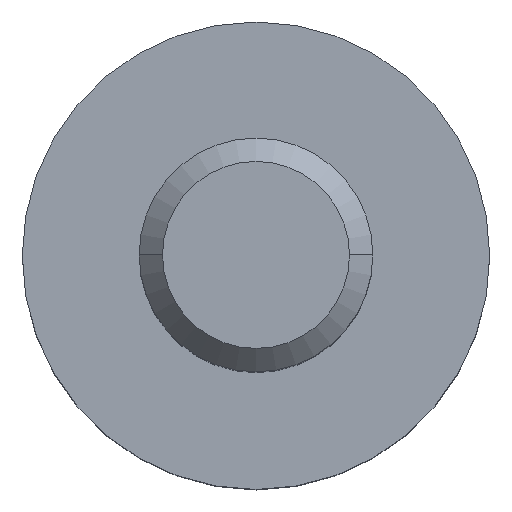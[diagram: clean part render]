
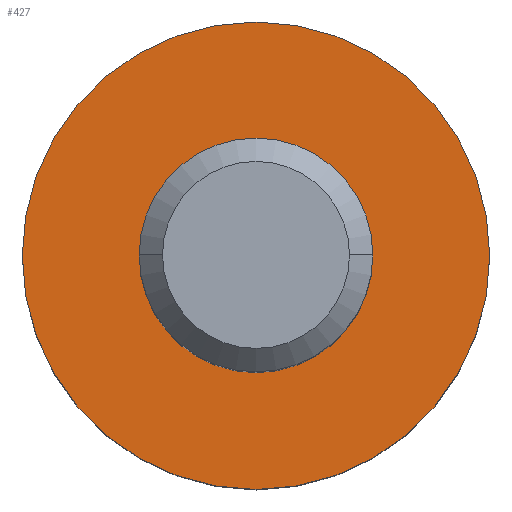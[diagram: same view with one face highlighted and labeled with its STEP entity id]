
A CAD part, top view. The second image highlights one B-rep face of the part: STEP entity #427.
In plain terms, the highlighted planar face has unit normal (0, 0, 1).
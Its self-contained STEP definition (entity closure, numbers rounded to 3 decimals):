
#21 = AXIS2_PLACEMENT_3D ( 'NONE', #560, #496, #390 ) ;
#28 = VERTEX_POINT ( 'NONE', #190 ) ;
#54 = FACE_BOUND ( 'NONE', #475, .T. ) ;
#64 = CIRCLE ( 'NONE', #21, 3. ) ;
#70 = FACE_OUTER_BOUND ( 'NONE', #445, .T. ) ;
#72 = CARTESIAN_POINT ( 'NONE',  ( 1.5, 0., 0. ) ) ;
#87 = VERTEX_POINT ( 'NONE', #72 ) ;
#113 = DIRECTION ( 'NONE',  ( 1., 0., 0. ) ) ;
#146 = CARTESIAN_POINT ( 'NONE',  ( -1.5, 0., 0. ) ) ;
#175 = CARTESIAN_POINT ( 'NONE',  ( 3., 0., 0. ) ) ;
#176 = DIRECTION ( 'NONE',  ( -1., 0., 0. ) ) ;
#183 = AXIS2_PLACEMENT_3D ( 'NONE', #474, #545, #176 ) ;
#190 = CARTESIAN_POINT ( 'NONE',  ( -3., 0., 0. ) ) ;
#201 = AXIS2_PLACEMENT_3D ( 'NONE', #324, #422, #113 ) ;
#202 = AXIS2_PLACEMENT_3D ( 'NONE', #491, #561, #268 ) ;
#204 = PLANE ( 'NONE',  #202 ) ;
#268 = DIRECTION ( 'NONE',  ( -1., 0., 0. ) ) ;
#298 = CIRCLE ( 'NONE', #183, 3. ) ;
#305 = DIRECTION ( 'NONE',  ( 0., 0., 1. ) ) ;
#315 = ORIENTED_EDGE ( 'NONE', *, *, #326, .F. ) ;
#317 = EDGE_CURVE ( 'NONE', #515, #28, #298, .T. ) ;
#324 = CARTESIAN_POINT ( 'NONE',  ( 0., 0., 0. ) ) ;
#326 = EDGE_CURVE ( 'NONE', #485, #87, #413, .T. ) ;
#379 = ORIENTED_EDGE ( 'NONE', *, *, #384, .F. ) ;
#384 = EDGE_CURVE ( 'NONE', #87, #485, #532, .T. ) ;
#386 = DIRECTION ( 'NONE',  ( 1., 0., 0. ) ) ;
#390 = DIRECTION ( 'NONE',  ( -1., 0., 0. ) ) ;
#399 = ORIENTED_EDGE ( 'NONE', *, *, #317, .F. ) ;
#413 = CIRCLE ( 'NONE', #201, 1.5 ) ;
#422 = DIRECTION ( 'NONE',  ( 0., 0., 1. ) ) ;
#425 = EDGE_CURVE ( 'NONE', #28, #515, #64, .T. ) ;
#427 = ADVANCED_FACE ( 'NONE', ( #54, #70 ), #204, .F. ) ;
#445 = EDGE_LOOP ( 'NONE', ( #446, #399 ) ) ;
#446 = ORIENTED_EDGE ( 'NONE', *, *, #425, .F. ) ;
#468 = CARTESIAN_POINT ( 'NONE',  ( 0., 0., 0. ) ) ;
#474 = CARTESIAN_POINT ( 'NONE',  ( 0., 0., 0. ) ) ;
#475 = EDGE_LOOP ( 'NONE', ( #379, #315 ) ) ;
#485 = VERTEX_POINT ( 'NONE', #146 ) ;
#491 = CARTESIAN_POINT ( 'NONE',  ( 0., 0., 0. ) ) ;
#496 = DIRECTION ( 'NONE',  ( 0., 0., -1. ) ) ;
#515 = VERTEX_POINT ( 'NONE', #175 ) ;
#532 = CIRCLE ( 'NONE', #535, 1.5 ) ;
#535 = AXIS2_PLACEMENT_3D ( 'NONE', #468, #305, #386 ) ;
#545 = DIRECTION ( 'NONE',  ( 0., 0., -1. ) ) ;
#560 = CARTESIAN_POINT ( 'NONE',  ( 0., 0., 0. ) ) ;
#561 = DIRECTION ( 'NONE',  ( 0., 0., -1. ) ) ;
